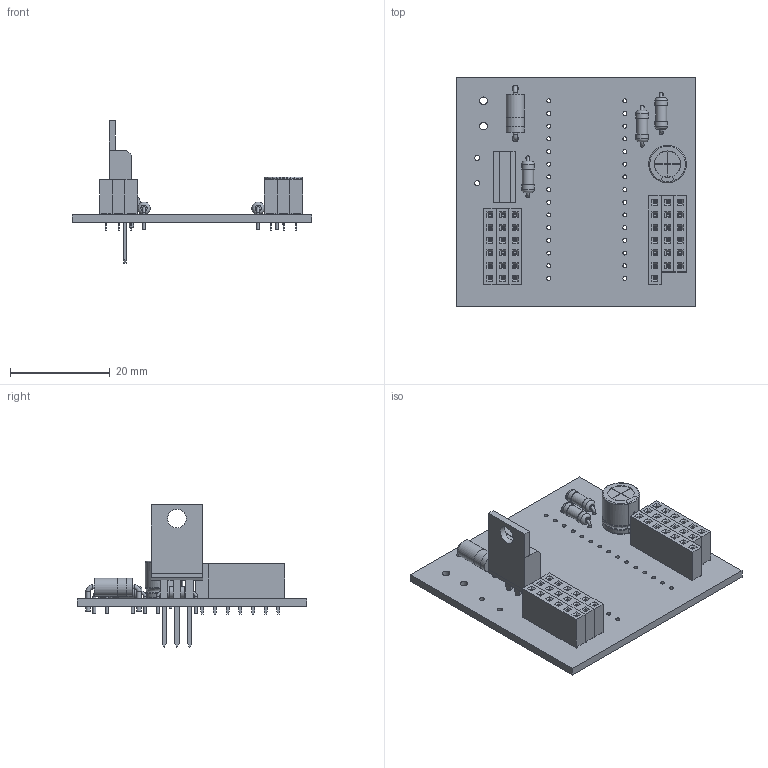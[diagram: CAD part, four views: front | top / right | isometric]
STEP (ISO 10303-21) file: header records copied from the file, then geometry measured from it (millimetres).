
FILE_DESCRIPTION(('KiCad electronic assembly'),'2;1');
FILE_NAME('Servo_controller_pcb.step','2020-10-24T15:12:07',('An Author' ),('A Company'),'Open CASCADE STEP processor 6.9', 'KiCad to STEP converter','Unknown');
FILE_SCHEMA(('AUTOMOTIVE_DESIGN { 1 0 10303 214 1 1 1 1 }'));
Length unit declared in the file: millimetre
Products named in the file (14): Open CASCADE STEP translator 6.9 1; CP_Radial_D7.5mm_P2.50mm; SOLID; D_DO-15_P10.16mm_Horizontal; PinSocket_1x06_P2.54mm_Vertical; PinSocket_1x07_P2.54mm_Vertical; TO-220-3_Vertical; R_Axial_DIN0207_L6.3mm_D2.5mm_P7.62mm_Horizontal; COMPOUND
Assembly tree (19 placements, depth 3):
  Open CASCADE STEP translator 6.9 1
    CP_Radial_D7.5mm_P2.50mm
      SOLID
    D_DO-15_P10.16mm_Horizontal
      SOLID
    PinSocket_1x06_P2.54mm_Vertical  x5
      SOLID
    PinSocket_1x07_P2.54mm_Vertical
      SOLID
    TO-220-3_Vertical
      SOLID
    R_Axial_DIN0207_L6.3mm_D2.5mm_P7.62mm_Horizontal  x3
      SOLID
    COMPOUND
Bounding box: 48 x 46 x 28.52 mm (x, y, z)
Volume: 5990.6 mm3; surface area: 9063.5 mm2
Topology: 13 solids, 14 shells, 1451 faces, 3705 edges, 2412 vertices
Faces by surface type: plane 1307, cylinder 120, torus 16, revolution 4, bspline 4
Full cylindrical faces by diameter (mm): 0.5 x2, 0.6 x6, 0.8 x38, 0.9 x4, 1 x39, 1.1 x3, 1.2 x2, 1.52 x2, 2.25 x3, 2.5 x6, 3.6 x2, 3.62 x1, 3.735 x1
Entity records: 47536 total; most frequent: CARTESIAN_POINT 9888, DIRECTION 6250, LINE 4413, VECTOR 4413, ORIENTED_EDGE 3286, PCURVE 3286, DEFINITIONAL_REPRESENTATION 3286, EDGE_CURVE 1643
